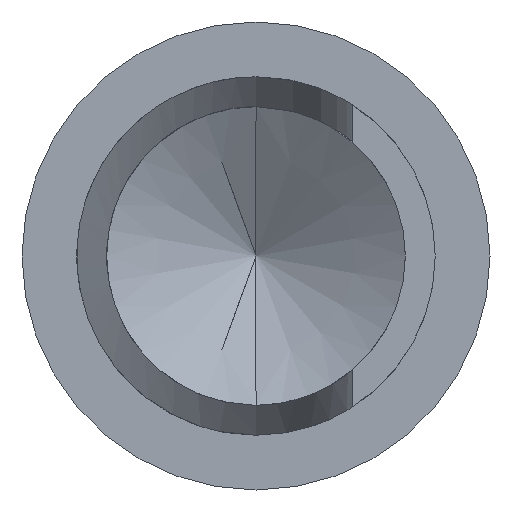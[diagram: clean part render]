
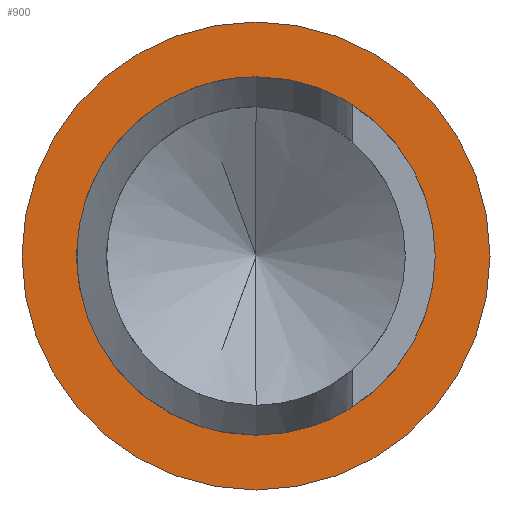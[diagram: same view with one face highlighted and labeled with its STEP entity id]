
A CAD part, front view. The second image highlights one B-rep face of the part: STEP entity #900.
In plain terms, the highlighted planar face has unit normal (0, -1, 0).
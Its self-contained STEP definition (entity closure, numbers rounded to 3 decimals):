
#10 = CIRCLE ( 'NONE', #375, 0.94 ) ;
#23 = EDGE_CURVE ( 'NONE', #523, #464, #10, .T. ) ;
#45 = DIRECTION ( 'NONE',  ( 0., -1., 0. ) ) ;
#56 = CARTESIAN_POINT ( 'NONE',  ( 0., -8.5, -0.72 ) ) ;
#84 = EDGE_LOOP ( 'NONE', ( #999, #544 ) ) ;
#86 = ORIENTED_EDGE ( 'NONE', *, *, #552, .F. ) ;
#130 = DIRECTION ( 'NONE',  ( 0., 0., -1. ) ) ;
#156 = CARTESIAN_POINT ( 'NONE',  ( 0., -8.5, 0. ) ) ;
#160 = EDGE_CURVE ( 'NONE', #327, #704, #211, .T. ) ;
#173 = DIRECTION ( 'NONE',  ( 0., 0., -1. ) ) ;
#206 = AXIS2_PLACEMENT_3D ( 'NONE', #156, #236, #702 ) ;
#211 = CIRCLE ( 'NONE', #206, 0.72 ) ;
#236 = DIRECTION ( 'NONE',  ( 0., -1., 0. ) ) ;
#237 = DIRECTION ( 'NONE',  ( 0., -1., 0. ) ) ;
#327 = VERTEX_POINT ( 'NONE', #676 ) ;
#364 = CARTESIAN_POINT ( 'NONE',  ( 0., -8.5, 0. ) ) ;
#375 = AXIS2_PLACEMENT_3D ( 'NONE', #364, #45, #130 ) ;
#384 = AXIS2_PLACEMENT_3D ( 'NONE', #489, #712, #173 ) ;
#415 = CARTESIAN_POINT ( 'NONE',  ( 0., -8.5, 0.94 ) ) ;
#464 = VERTEX_POINT ( 'NONE', #415 ) ;
#471 = AXIS2_PLACEMENT_3D ( 'NONE', #649, #495, #895 ) ;
#489 = CARTESIAN_POINT ( 'NONE',  ( 0., -8.5, 0. ) ) ;
#495 = DIRECTION ( 'NONE',  ( 0., 1., 0. ) ) ;
#523 = VERTEX_POINT ( 'NONE', #785 ) ;
#544 = ORIENTED_EDGE ( 'NONE', *, *, #650, .T. ) ;
#550 = CIRCLE ( 'NONE', #384, 0.94 ) ;
#552 = EDGE_CURVE ( 'NONE', #704, #327, #826, .T. ) ;
#561 = CARTESIAN_POINT ( 'NONE',  ( 0., -8.5, 0. ) ) ;
#594 = EDGE_LOOP ( 'NONE', ( #86, #880 ) ) ;
#599 = AXIS2_PLACEMENT_3D ( 'NONE', #561, #237, #1022 ) ;
#649 = CARTESIAN_POINT ( 'NONE',  ( -0.94, -8.5, 0. ) ) ;
#650 = EDGE_CURVE ( 'NONE', #464, #523, #550, .T. ) ;
#676 = CARTESIAN_POINT ( 'NONE',  ( 0., -8.5, 0.72 ) ) ;
#702 = DIRECTION ( 'NONE',  ( 0., 0., -1. ) ) ;
#704 = VERTEX_POINT ( 'NONE', #56 ) ;
#712 = DIRECTION ( 'NONE',  ( 0., -1., 0. ) ) ;
#785 = CARTESIAN_POINT ( 'NONE',  ( 0., -8.5, -0.94 ) ) ;
#802 = FACE_OUTER_BOUND ( 'NONE', #84, .T. ) ;
#813 = PLANE ( 'NONE',  #471 ) ;
#826 = CIRCLE ( 'NONE', #599, 0.72 ) ;
#880 = ORIENTED_EDGE ( 'NONE', *, *, #160, .F. ) ;
#895 = DIRECTION ( 'NONE',  ( 0., 0., 1. ) ) ;
#900 = ADVANCED_FACE ( 'NONE', ( #981, #802 ), #813, .F. ) ;
#981 = FACE_BOUND ( 'NONE', #594, .T. ) ;
#999 = ORIENTED_EDGE ( 'NONE', *, *, #23, .T. ) ;
#1022 = DIRECTION ( 'NONE',  ( 0., 0., -1. ) ) ;
